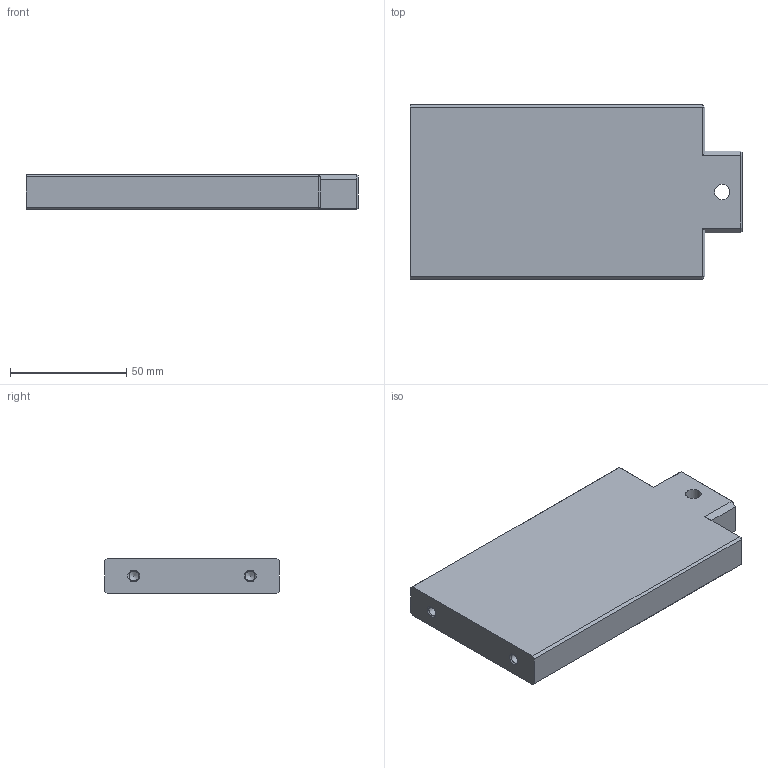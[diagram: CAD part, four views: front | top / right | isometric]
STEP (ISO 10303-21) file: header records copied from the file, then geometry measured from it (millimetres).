
FILE_DESCRIPTION(/* description */ ('Coluna Frontal','CAx-IF Rec.Pracs.---Representation and Presentation of Product Manufacturing Information (PMI)---4.0---2014-10-13'),/* implementation_level */ '2;1');
FILE_NAME(/* name */ 'JGI-004-LVTK-001.stp',/* time_stamp */ '2025-08-26T08:17:24-04:00',/* author */ ('wandr'),/* organization */ ('LIVOLTEK'),/* preprocessor_version */ 'ST-DEVELOPER v20.1',/* originating_system */ 'Autodesk Inventor 2026',/* authorisation */ '');
FILE_SCHEMA (('AP242_MANAGED_MODEL_BASED_3D_ENGINEERING_MIM_LF { 1 0 10303 442 2 1 4 }'));
Length unit declared in the file: millimetre
Products named in the file (1): JGI-004-LVTK-001
Bounding box: 142.8 x 75 x 15 mm (x, y, z)
Volume: 148877.8 mm3; surface area: 26999 mm2
Topology: 1 solids, 1 shells, 47 faces, 109 edges, 64 vertices
Faces by surface type: plane 37, cone 6, cylinder 4
Full cylindrical faces by diameter (mm): 4.134 x2, 6.647 x1, 15 x1
Entity records: 1544 total; most frequent: CARTESIAN_POINT 272, DIRECTION 251, ORIENTED_EDGE 214, EDGE_CURVE 107, LINE 91, VECTOR 91, AXIS2_PLACEMENT_3D 80, VERTEX_POINT 64
